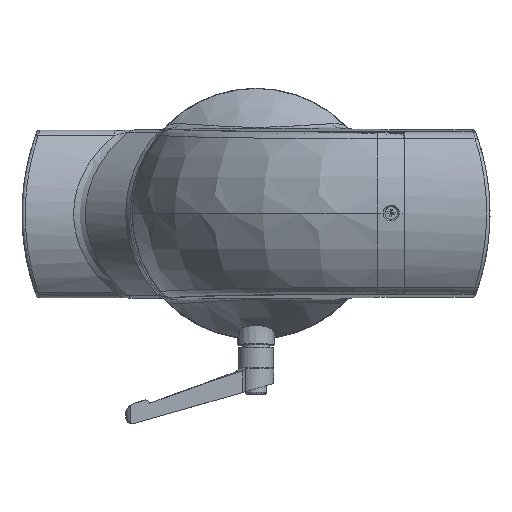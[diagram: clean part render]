
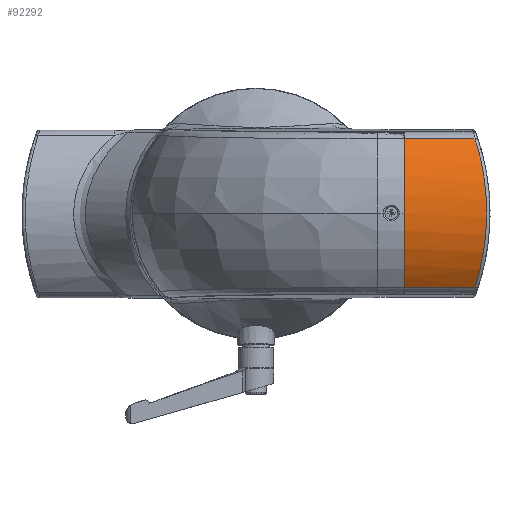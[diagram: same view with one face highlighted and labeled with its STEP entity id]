
A CAD part, top view. The second image highlights one B-rep face of the part: STEP entity #92292.
In plain terms, the highlighted cylindrical face has radius 75 mm (diameter 150 mm), a partial arc.
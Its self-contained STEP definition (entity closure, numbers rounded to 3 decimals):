
#364 = ORIENTED_EDGE ( 'NONE', *, *, #45277, .T. ) ;
#444 = CARTESIAN_POINT ( 'NONE',  ( 136.659, -19.818, 187.122 ) ) ;
#8866 = CARTESIAN_POINT ( 'NONE',  ( 131.014, -44.539, 175.103 ) ) ;
#9207 = CARTESIAN_POINT ( 'NONE',  ( 137.916, 5.044, 189.597 ) ) ;
#11035 = VERTEX_POINT ( 'NONE', #91869 ) ;
#11368 = CARTESIAN_POINT ( 'NONE',  ( 132.033, 41.374, 177.439 ) ) ;
#12800 = CARTESIAN_POINT ( 'NONE',  ( 88.86, 44.539, 175.103 ) ) ;
#16961 = ORIENTED_EDGE ( 'NONE', *, *, #78366, .T. ) ;
#20106 = CARTESIAN_POINT ( 'NONE',  ( 137.829, -8.08, 189.43 ) ) ;
#20813 = CARTESIAN_POINT ( 'NONE',  ( 138., -4.081, 189.759 ) ) ;
#22260 = CARTESIAN_POINT ( 'NONE',  ( 136.647, 19.825, 187.099 ) ) ;
#22970 = CARTESIAN_POINT ( 'NONE',  ( 131.014, -44.539, 175.103 ) ) ;
#27624 = EDGE_CURVE ( 'NONE', #11035, #47280, #139728, .T. ) ;
#31692 = CARTESIAN_POINT ( 'NONE',  ( 137.138, 15.945, 188.073 ) ) ;
#33100 = CARTESIAN_POINT ( 'NONE',  ( 137.948, 4.038, 189.658 ) ) ;
#34266 = VERTEX_POINT ( 'NONE', #8866 ) ;
#35980 = CARTESIAN_POINT ( 'NONE',  ( 89.212, 17.07, 195.378 ) ) ;
#39403 = FACE_OUTER_BOUND ( 'NONE', #101778, .T. ) ;
#42563 = CARTESIAN_POINT ( 'NONE',  ( 136.381, -21.742, 186.567 ) ) ;
#42671 = ORIENTED_EDGE ( 'NONE', *, *, #94950, .T. ) ;
#45277 = EDGE_CURVE ( 'NONE', #76928, #34266, #97705, .T. ) ;
#47280 = VERTEX_POINT ( 'NONE', #72513 ) ;
#47574 = CARTESIAN_POINT ( 'NONE',  ( 89.212, -17.07, 195.378 ) ) ;
#53406 = CARTESIAN_POINT ( 'NONE',  ( 137.791, 8.052, 189.354 ) ) ;
#59791 = ORIENTED_EDGE ( 'NONE', *, *, #27624, .T. ) ;
#62864 = CARTESIAN_POINT ( 'NONE',  ( 52., 44.539, 175.103 ) ) ;
#64790 = CYLINDRICAL_SURFACE ( 'NONE', #83099, 75. ) ;
#65050 = CARTESIAN_POINT ( 'NONE',  ( 131.014, 44.539, 175.103 ) ) ;
#65767 = CARTESIAN_POINT ( 'NONE',  ( 132.982, -38.055, 179.507 ) ) ;
#72513 = CARTESIAN_POINT ( 'NONE',  ( 88.86, 44.539, 175.103 ) ) ;
#74253 = CARTESIAN_POINT ( 'NONE',  ( 88.86, -44.539, 175.103 ) ) ;
#75167 = CARTESIAN_POINT ( 'NONE',  ( 52., -44.539, 175.103 ) ) ;
#75929 = CARTESIAN_POINT ( 'NONE',  ( 136.221, 22.714, 186.245 ) ) ;
#76655 = CARTESIAN_POINT ( 'NONE',  ( 137.667, 10.041, 189.112 ) ) ;
#76928 = VERTEX_POINT ( 'NONE', #74253 ) ;
#77367 = CARTESIAN_POINT ( 'NONE',  ( 137.34, 13.987, 188.471 ) ) ;
#78103 = CARTESIAN_POINT ( 'NONE',  ( 134.685, -31.097, 183.122 ) ) ;
#78366 = EDGE_CURVE ( 'NONE', #34266, #11035, #108318, .T. ) ;
#79258 = DIRECTION ( 'NONE',  ( 0., 0., -1. ) ) ;
#80976 = CARTESIAN_POINT ( 'NONE',  ( 88.86, -44.539, 175.103 ) ) ;
#83099 = AXIS2_PLACEMENT_3D ( 'NONE', #133694, #131549, #79258 ) ;
#88291 = CARTESIAN_POINT ( 'NONE',  ( 137.34, -13.987, 188.471 ) ) ;
#91869 = CARTESIAN_POINT ( 'NONE',  ( 131.014, 44.539, 175.103 ) ) ;
#92292 = ADVANCED_FACE ( 'NONE', ( #39403 ), #64790, .T. ) ;
#94950 = EDGE_CURVE ( 'NONE', #47280, #76928, #117694, .T. ) ;
#97704 = DIRECTION ( 'NONE',  ( -1., 0., 0. ) ) ;
#97705 = LINE ( 'NONE', #75167, #130812 ) ;
#101778 = EDGE_LOOP ( 'NONE', ( #59791, #42671, #364, #16961 ) ) ;
#108318 = B_SPLINE_CURVE_WITH_KNOTS ( 'NONE', 3,
 ( #22970, #131098, #65767, #78103, #142636, #42563, #444, #109345, #88291, #20106, #20813, #111510, #110797, #33100, #9207, #53406, #76655, #77367, #31692, #141914, #22260, #110074, #75929, #120233, #120936, #143336, #11368, #65050 ),
 .UNSPECIFIED., .F., .F.,
 ( 4, 2, 2, 2, 2, 2, 2, 2, 2, 2, 2, 2, 2, 4 ),
 ( 0., 0.012, 0.024, 0.03, 0.036, 0.048, 0.051, 0.054, 0.06, 0.066, 0.069, 0.072, 0.084, 0.096 ),
 .UNSPECIFIED. ) ;
#109345 = CARTESIAN_POINT ( 'NONE',  ( 137.138, -15.941, 188.074 ) ) ;
#110074 = CARTESIAN_POINT ( 'NONE',  ( 136.37, 21.752, 186.543 ) ) ;
#110797 = CARTESIAN_POINT ( 'NONE',  ( 137.99, 2.017, 189.74 ) ) ;
#111510 = CARTESIAN_POINT ( 'NONE',  ( 138., 1., 189.76 ) ) ;
#117694 =( BOUNDED_CURVE ( )  B_SPLINE_CURVE ( 3, ( #12800, #35980, #47574, #80976 ),
 .UNSPECIFIED., .F., .T. ) 
 B_SPLINE_CURVE_WITH_KNOTS ( ( 4, 4 ),
 ( 5.647, 6.919 ),
 .UNSPECIFIED. ) 
 CURVE ( )  GEOMETRIC_REPRESENTATION_ITEM ( )  RATIONAL_B_SPLINE_CURVE ( ( 1., 0.87, 0.87, 1. ) ) 
 REPRESENTATION_ITEM ( '' )  );
#119478 = DIRECTION ( 'NONE',  ( 1., 0., 0. ) ) ;
#120233 = CARTESIAN_POINT ( 'NONE',  ( 135.437, 27.471, 184.663 ) ) ;
#120936 = CARTESIAN_POINT ( 'NONE',  ( 134.683, 31.104, 183.119 ) ) ;
#124133 = VECTOR ( 'NONE', #97704, 1000. ) ;
#130812 = VECTOR ( 'NONE', #119478, 1000. ) ;
#131098 = CARTESIAN_POINT ( 'NONE',  ( 132.033, -41.374, 177.439 ) ) ;
#131549 = DIRECTION ( 'NONE',  ( 1., 0., 0. ) ) ;
#133694 = CARTESIAN_POINT ( 'NONE',  ( 52., 0., 114.76 ) ) ;
#139728 = LINE ( 'NONE', #62864, #124133 ) ;
#141914 = CARTESIAN_POINT ( 'NONE',  ( 136.777, 18.858, 187.357 ) ) ;
#142636 = CARTESIAN_POINT ( 'NONE',  ( 135.439, -27.46, 184.668 ) ) ;
#143336 = CARTESIAN_POINT ( 'NONE',  ( 132.982, 38.056, 179.507 ) ) ;
